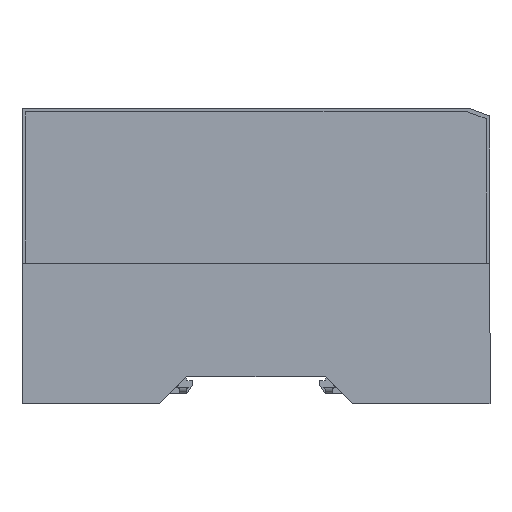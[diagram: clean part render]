
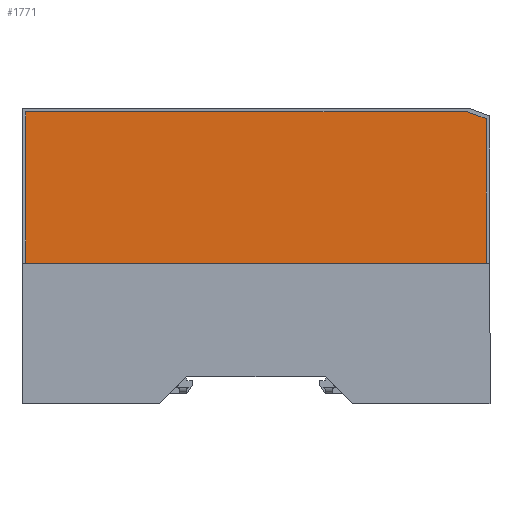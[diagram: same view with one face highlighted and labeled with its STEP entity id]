
A CAD part, left-side view. The second image highlights one B-rep face of the part: STEP entity #1771.
In plain terms, the highlighted planar face has unit normal (-1, 0, 0).
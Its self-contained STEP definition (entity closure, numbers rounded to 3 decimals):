
#1712=AXIS2_PLACEMENT_3D('Plane Axis2P3D',#1709,#1710,#1711) ;
#1188=CARTESIAN_POINT('Line Origine',(9.104,59.451,35.721)) ;
#1192=CARTESIAN_POINT('Vertex',(9.104,117.908,35.72)) ;
#1194=CARTESIAN_POINT('Vertex',(9.104,0.995,35.721)) ;
#1709=CARTESIAN_POINT('Axis2P3D Location',(9.104,59.451,0.)) ;
#1714=CARTESIAN_POINT('Line Origine',(9.104,117.908,61.267)) ;
#1718=CARTESIAN_POINT('Vertex',(9.104,117.908,74.177)) ;
#1720=CARTESIAN_POINT('Vertex',(9.104,117.908,48.357)) ;
#1723=CARTESIAN_POINT('Line Origine',(9.104,117.908,42.039)) ;
#1728=CARTESIAN_POINT('Line Origine',(9.104,0.995,54.102)) ;
#1732=CARTESIAN_POINT('Vertex',(9.104,0.995,72.484)) ;
#1735=CARTESIAN_POINT('Line Origine',(9.104,3.321,73.33)) ;
#1739=CARTESIAN_POINT('Vertex',(9.104,5.648,74.177)) ;
#1742=CARTESIAN_POINT('Line Origine',(9.104,11.655,74.177)) ;
#1746=CARTESIAN_POINT('Vertex',(9.104,17.661,74.177)) ;
#1749=CARTESIAN_POINT('Line Origine',(9.104,31.067,74.177)) ;
#1753=CARTESIAN_POINT('Vertex',(9.104,44.472,74.177)) ;
#1756=CARTESIAN_POINT('Line Origine',(9.104,81.19,74.177)) ;
#1189=DIRECTION('Vector Direction',(0.,-1.,0.)) ;
#1710=DIRECTION('Axis2P3D Direction',(1.,0.,0.)) ;
#1711=DIRECTION('Axis2P3D XDirection',(0.,1.,0.)) ;
#1715=DIRECTION('Vector Direction',(0.,0.,-1.)) ;
#1724=DIRECTION('Vector Direction',(0.,0.,1.)) ;
#1729=DIRECTION('Vector Direction',(0.,0.,-1.)) ;
#1736=DIRECTION('Vector Direction',(0.,-0.94,-0.342)) ;
#1743=DIRECTION('Vector Direction',(0.,-1.,0.)) ;
#1750=DIRECTION('Vector Direction',(0.,-1.,0.)) ;
#1757=DIRECTION('Vector Direction',(0.,-1.,0.)) ;
#1190=VECTOR('Line Direction',#1189,1.) ;
#1716=VECTOR('Line Direction',#1715,1.) ;
#1725=VECTOR('Line Direction',#1724,1.) ;
#1730=VECTOR('Line Direction',#1729,1.) ;
#1737=VECTOR('Line Direction',#1736,1.) ;
#1744=VECTOR('Line Direction',#1743,1.) ;
#1751=VECTOR('Line Direction',#1750,1.) ;
#1758=VECTOR('Line Direction',#1757,1.) ;
#1762=ORIENTED_EDGE('',*,*,#1722,.T.) ;
#1763=ORIENTED_EDGE('',*,*,#1727,.T.) ;
#1764=ORIENTED_EDGE('',*,*,#1196,.T.) ;
#1765=ORIENTED_EDGE('',*,*,#1734,.T.) ;
#1766=ORIENTED_EDGE('',*,*,#1741,.T.) ;
#1767=ORIENTED_EDGE('',*,*,#1748,.T.) ;
#1768=ORIENTED_EDGE('',*,*,#1755,.T.) ;
#1769=ORIENTED_EDGE('',*,*,#1760,.T.) ;
#1771=ADVANCED_FACE('LEFT',(#1770),#1713,.F.) ;
#1196=EDGE_CURVE('',#1193,#1195,#1191,.T.) ;
#1722=EDGE_CURVE('',#1719,#1721,#1717,.T.) ;
#1727=EDGE_CURVE('',#1721,#1193,#1726,.F.) ;
#1734=EDGE_CURVE('',#1195,#1733,#1731,.F.) ;
#1741=EDGE_CURVE('',#1733,#1740,#1738,.F.) ;
#1748=EDGE_CURVE('',#1740,#1747,#1745,.F.) ;
#1755=EDGE_CURVE('',#1747,#1754,#1752,.F.) ;
#1760=EDGE_CURVE('',#1754,#1719,#1759,.F.) ;
#1761=EDGE_LOOP('',(#1762,#1763,#1764,#1765,#1766,#1767,#1768,#1769)) ;
#1770=FACE_OUTER_BOUND('',#1761,.T.) ;
#1191=LINE('Line',#1188,#1190) ;
#1717=LINE('Line',#1714,#1716) ;
#1726=LINE('Line',#1723,#1725) ;
#1731=LINE('Line',#1728,#1730) ;
#1738=LINE('Line',#1735,#1737) ;
#1745=LINE('Line',#1742,#1744) ;
#1752=LINE('Line',#1749,#1751) ;
#1759=LINE('Line',#1756,#1758) ;
#1713=PLANE('',#1712) ;
#1193=VERTEX_POINT('',#1192) ;
#1195=VERTEX_POINT('',#1194) ;
#1719=VERTEX_POINT('',#1718) ;
#1721=VERTEX_POINT('',#1720) ;
#1733=VERTEX_POINT('',#1732) ;
#1740=VERTEX_POINT('',#1739) ;
#1747=VERTEX_POINT('',#1746) ;
#1754=VERTEX_POINT('',#1753) ;
